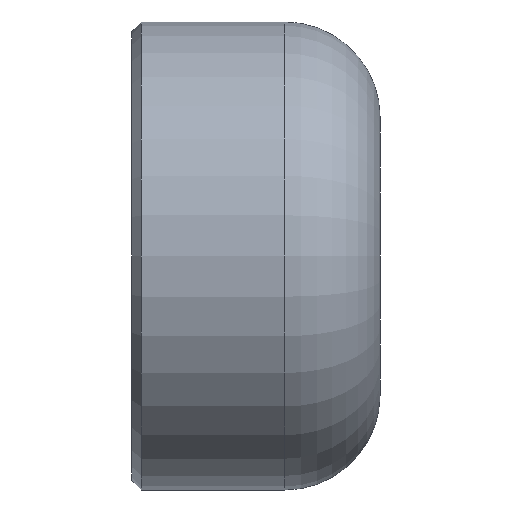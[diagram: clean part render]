
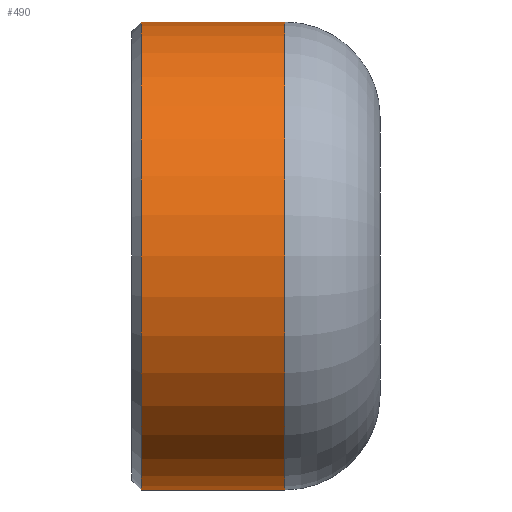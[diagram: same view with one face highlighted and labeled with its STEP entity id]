
A CAD part, left-side view. The second image highlights one B-rep face of the part: STEP entity #490.
In plain terms, the highlighted cylindrical face has radius 12.25 mm (diameter 24.5 mm), a partial arc.
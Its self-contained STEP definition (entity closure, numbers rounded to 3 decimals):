
#3 = CARTESIAN_POINT ( 'NONE',  ( 0., 5., 12.25 ) ) ;
#20 = DIRECTION ( 'NONE',  ( 0., 1., 0. ) ) ;
#22 = EDGE_CURVE ( 'NONE', #260, #135, #133, .T. ) ;
#26 = AXIS2_PLACEMENT_3D ( 'NONE', #246, #20, #60 ) ;
#31 = DIRECTION ( 'NONE',  ( 0., -1., 0. ) ) ;
#36 = CARTESIAN_POINT ( 'NONE',  ( 0., 13., -12.25 ) ) ;
#60 = DIRECTION ( 'NONE',  ( 0., 0., 1. ) ) ;
#70 = LINE ( 'NONE', #36, #374 ) ;
#93 = CARTESIAN_POINT ( 'NONE',  ( 0., 13., 12.25 ) ) ;
#125 = DIRECTION ( 'NONE',  ( 0., 0., -1. ) ) ;
#133 = LINE ( 'NONE', #93, #243 ) ;
#135 = VERTEX_POINT ( 'NONE', #3 ) ;
#182 = AXIS2_PLACEMENT_3D ( 'NONE', #531, #334, #125 ) ;
#200 = CYLINDRICAL_SURFACE ( 'NONE', #182, 12.25 ) ;
#224 = ORIENTED_EDGE ( 'NONE', *, *, #501, .T. ) ;
#243 = VECTOR ( 'NONE', #423, 1000. ) ;
#246 = CARTESIAN_POINT ( 'NONE',  ( 0., 5., 0. ) ) ;
#260 = VERTEX_POINT ( 'NONE', #378 ) ;
#265 = ORIENTED_EDGE ( 'NONE', *, *, #428, .T. ) ;
#302 = ORIENTED_EDGE ( 'NONE', *, *, #465, .T. ) ;
#306 = EDGE_LOOP ( 'NONE', ( #380, #302, #224, #265 ) ) ;
#325 = DIRECTION ( 'NONE',  ( 0., 0., 1. ) ) ;
#334 = DIRECTION ( 'NONE',  ( 0., -1., 0. ) ) ;
#339 = DIRECTION ( 'NONE',  ( 0., -1., 0. ) ) ;
#363 = CIRCLE ( 'NONE', #26, 12.25 ) ;
#374 = VECTOR ( 'NONE', #339, 1000. ) ;
#378 = CARTESIAN_POINT ( 'NONE',  ( 0., 12.5, 12.25 ) ) ;
#380 = ORIENTED_EDGE ( 'NONE', *, *, #22, .F. ) ;
#397 = FACE_OUTER_BOUND ( 'NONE', #306, .T. ) ;
#403 = CARTESIAN_POINT ( 'NONE',  ( 0., 5., -12.25 ) ) ;
#406 = CIRCLE ( 'NONE', #532, 12.25 ) ;
#418 = VERTEX_POINT ( 'NONE', #520 ) ;
#423 = DIRECTION ( 'NONE',  ( 0., -1., 0. ) ) ;
#428 = EDGE_CURVE ( 'NONE', #509, #135, #363, .T. ) ;
#465 = EDGE_CURVE ( 'NONE', #260, #418, #406, .T. ) ;
#485 = CARTESIAN_POINT ( 'NONE',  ( 0., 12.5, 0. ) ) ;
#490 = ADVANCED_FACE ( 'NONE', ( #397 ), #200, .T. ) ;
#501 = EDGE_CURVE ( 'NONE', #418, #509, #70, .T. ) ;
#509 = VERTEX_POINT ( 'NONE', #403 ) ;
#520 = CARTESIAN_POINT ( 'NONE',  ( 0., 12.5, -12.25 ) ) ;
#531 = CARTESIAN_POINT ( 'NONE',  ( 0., 13., 0. ) ) ;
#532 = AXIS2_PLACEMENT_3D ( 'NONE', #485, #31, #325 ) ;
